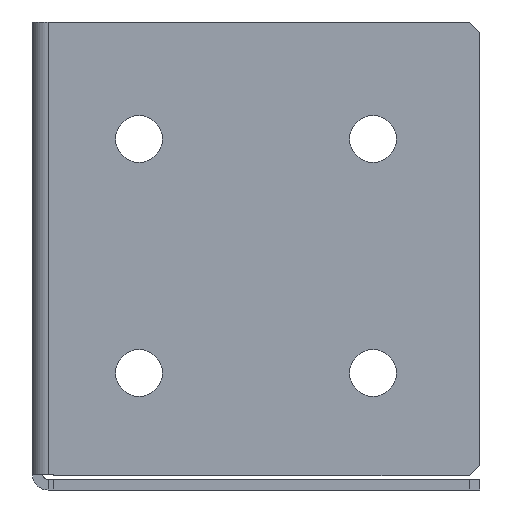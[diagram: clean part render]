
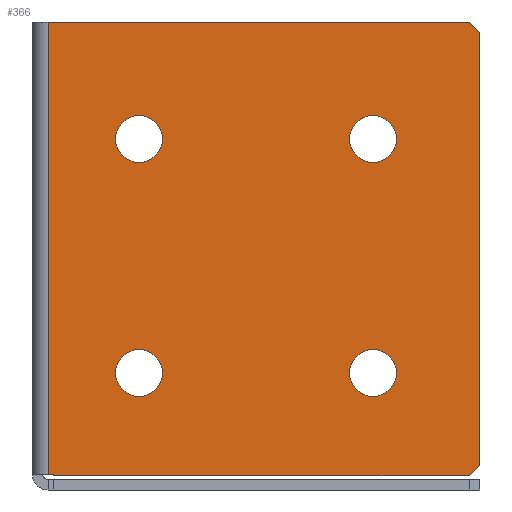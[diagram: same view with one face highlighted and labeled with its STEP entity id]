
A CAD part, front view. The second image highlights one B-rep face of the part: STEP entity #366.
In plain terms, the highlighted planar face has unit normal (0, -1, 0).
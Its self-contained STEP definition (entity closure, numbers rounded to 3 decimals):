
#1 = CARTESIAN_POINT ( 'NONE',  ( -22.5, 0., 18. ) ) ;
#2 = CARTESIAN_POINT ( 'NONE',  ( -43., 0., 90. ) ) ;
#6 = LINE ( 'NONE', #916, #283 ) ;
#17 = AXIS2_PLACEMENT_3D ( 'NONE', #1235, #343, #217 ) ;
#25 = CARTESIAN_POINT ( 'NONE',  ( 41., 0., 90. ) ) ;
#39 = AXIS2_PLACEMENT_3D ( 'NONE', #458, #1112, #996 ) ;
#46 = VERTEX_POINT ( 'NONE', #1456 ) ;
#69 = DIRECTION ( 'NONE',  ( 0., -1., 0. ) ) ;
#94 = CARTESIAN_POINT ( 'NONE',  ( -40., 0., 90. ) ) ;
#117 = ORIENTED_EDGE ( 'NONE', *, *, #1130, .F. ) ;
#118 = EDGE_CURVE ( 'NONE', #474, #1301, #725, .T. ) ;
#126 = FACE_BOUND ( 'NONE', #981, .T. ) ;
#140 = AXIS2_PLACEMENT_3D ( 'NONE', #739, #180, #299 ) ;
#175 = VERTEX_POINT ( 'NONE', #730 ) ;
#180 = DIRECTION ( 'NONE',  ( 0., -1., 0. ) ) ;
#181 = VERTEX_POINT ( 'NONE', #365 ) ;
#201 = ORIENTED_EDGE ( 'NONE', *, *, #770, .F. ) ;
#206 = CIRCLE ( 'NONE', #1377, 4.5 ) ;
#211 = VERTEX_POINT ( 'NONE', #498 ) ;
#213 = CARTESIAN_POINT ( 'NONE',  ( 22.5, 0., 22.5 ) ) ;
#217 = DIRECTION ( 'NONE',  ( 0., 0., -1. ) ) ;
#261 = AXIS2_PLACEMENT_3D ( 'NONE', #337, #776, #810 ) ;
#278 = ORIENTED_EDGE ( 'NONE', *, *, #118, .F. ) ;
#283 = VECTOR ( 'NONE', #1029, 1000. ) ;
#286 = VECTOR ( 'NONE', #1459, 1000. ) ;
#290 = EDGE_LOOP ( 'NONE', ( #1058, #561 ) ) ;
#299 = DIRECTION ( 'NONE',  ( 0., 0., -1. ) ) ;
#304 = VECTOR ( 'NONE', #446, 1000. ) ;
#312 = EDGE_CURVE ( 'NONE', #919, #211, #986, .T. ) ;
#316 = CARTESIAN_POINT ( 'NONE',  ( 43., 0., 90. ) ) ;
#324 = CIRCLE ( 'NONE', #851, 4.5 ) ;
#328 = DIRECTION ( 'NONE',  ( 0., 0., -1. ) ) ;
#334 = CARTESIAN_POINT ( 'NONE',  ( 42.646, 0., 4.354 ) ) ;
#337 = CARTESIAN_POINT ( 'NONE',  ( -43., 0., 90. ) ) ;
#341 = CARTESIAN_POINT ( 'NONE',  ( -22.5, 0., 63. ) ) ;
#343 = DIRECTION ( 'NONE',  ( 0., -1., 0. ) ) ;
#350 = PLANE ( 'NONE',  #261 ) ;
#355 = VERTEX_POINT ( 'NONE', #867 ) ;
#361 = VERTEX_POINT ( 'NONE', #566 ) ;
#365 = CARTESIAN_POINT ( 'NONE',  ( 22.5, 0., 27. ) ) ;
#366 = ADVANCED_FACE ( 'NONE', ( #126, #1032, #1015, #1025, #1468 ), #350, .T. ) ;
#373 = VERTEX_POINT ( 'NONE', #94 ) ;
#377 = EDGE_CURVE ( 'NONE', #361, #757, #785, .T. ) ;
#378 = CARTESIAN_POINT ( 'NONE',  ( -22.5, 0., 72. ) ) ;
#396 = ORIENTED_EDGE ( 'NONE', *, *, #1335, .T. ) ;
#405 = ORIENTED_EDGE ( 'NONE', *, *, #377, .T. ) ;
#406 = EDGE_CURVE ( 'NONE', #919, #1292, #781, .T. ) ;
#426 = DIRECTION ( 'NONE',  ( 0., 0., -1. ) ) ;
#433 = ORIENTED_EDGE ( 'NONE', *, *, #926, .F. ) ;
#437 = EDGE_CURVE ( 'NONE', #786, #361, #1004, .T. ) ;
#438 = CARTESIAN_POINT ( 'NONE',  ( -43., 0., 2.707 ) ) ;
#439 = ORIENTED_EDGE ( 'NONE', *, *, #312, .F. ) ;
#446 = DIRECTION ( 'NONE',  ( 1., 0., 0. ) ) ;
#451 = CARTESIAN_POINT ( 'NONE',  ( -38.99, 0., 90. ) ) ;
#458 = CARTESIAN_POINT ( 'NONE',  ( 22.5, 0., 67.5 ) ) ;
#470 = CIRCLE ( 'NONE', #17, 4.5 ) ;
#474 = VERTEX_POINT ( 'NONE', #378 ) ;
#498 = CARTESIAN_POINT ( 'NONE',  ( 43., 0., 4.707 ) ) ;
#503 = DIRECTION ( 'NONE',  ( 0., -1., 0. ) ) ;
#534 = DIRECTION ( 'NONE',  ( 0., 0., -1. ) ) ;
#561 = ORIENTED_EDGE ( 'NONE', *, *, #1211, .F. ) ;
#566 = CARTESIAN_POINT ( 'NONE',  ( -38.99, 0., 2.707 ) ) ;
#600 = CARTESIAN_POINT ( 'NONE',  ( 41., 0., 2.707 ) ) ;
#644 = CARTESIAN_POINT ( 'NONE',  ( 43., 0., 88. ) ) ;
#660 = EDGE_LOOP ( 'NONE', ( #278, #760 ) ) ;
#663 = DIRECTION ( 'NONE',  ( 0., -1., 0. ) ) ;
#684 = EDGE_CURVE ( 'NONE', #373, #1292, #1243, .T. ) ;
#688 = LINE ( 'NONE', #334, #724 ) ;
#698 = CARTESIAN_POINT ( 'NONE',  ( 22.5, 0., 18. ) ) ;
#724 = VECTOR ( 'NONE', #1247, 1000. ) ;
#725 = CIRCLE ( 'NONE', #771, 4.5 ) ;
#730 = CARTESIAN_POINT ( 'NONE',  ( -22.5, 0., 27. ) ) ;
#739 = CARTESIAN_POINT ( 'NONE',  ( 22.5, 0., 67.5 ) ) ;
#757 = VERTEX_POINT ( 'NONE', #600 ) ;
#760 = ORIENTED_EDGE ( 'NONE', *, *, #935, .F. ) ;
#770 = EDGE_CURVE ( 'NONE', #175, #1125, #1233, .T. ) ;
#771 = AXIS2_PLACEMENT_3D ( 'NONE', #914, #1275, #813 ) ;
#773 = VECTOR ( 'NONE', #1218, 1000. ) ;
#776 = DIRECTION ( 'NONE',  ( 0., -1., 0. ) ) ;
#781 = LINE ( 'NONE', #798, #1136 ) ;
#785 = LINE ( 'NONE', #438, #304 ) ;
#786 = VERTEX_POINT ( 'NONE', #1273 ) ;
#798 = CARTESIAN_POINT ( 'NONE',  ( -1., 0., 132. ) ) ;
#801 = AXIS2_PLACEMENT_3D ( 'NONE', #989, #69, #853 ) ;
#810 = DIRECTION ( 'NONE',  ( 0., 0., -1. ) ) ;
#811 = ORIENTED_EDGE ( 'NONE', *, *, #1110, .F. ) ;
#813 = DIRECTION ( 'NONE',  ( 0., 0., -1. ) ) ;
#828 = DIRECTION ( 'NONE',  ( 0., 0., -1. ) ) ;
#829 = ORIENTED_EDGE ( 'NONE', *, *, #1036, .T. ) ;
#851 = AXIS2_PLACEMENT_3D ( 'NONE', #1341, #1010, #426 ) ;
#853 = DIRECTION ( 'NONE',  ( 0., 0., -1. ) ) ;
#862 = EDGE_LOOP ( 'NONE', ( #117, #433 ) ) ;
#867 = CARTESIAN_POINT ( 'NONE',  ( 22.5, 0., 72. ) ) ;
#914 = CARTESIAN_POINT ( 'NONE',  ( -22.5, 0., 67.5 ) ) ;
#916 = CARTESIAN_POINT ( 'NONE',  ( -43., 0., 3. ) ) ;
#918 = LINE ( 'NONE', #1123, #1044 ) ;
#919 = VERTEX_POINT ( 'NONE', #644 ) ;
#926 = EDGE_CURVE ( 'NONE', #46, #355, #1075, .T. ) ;
#935 = EDGE_CURVE ( 'NONE', #1301, #474, #1425, .T. ) ;
#961 = VERTEX_POINT ( 'NONE', #1441 ) ;
#964 = EDGE_LOOP ( 'NONE', ( #439, #1471, #1077, #829, #1415, #1012, #405, #396 ) ) ;
#981 = EDGE_LOOP ( 'NONE', ( #201, #811 ) ) ;
#986 = LINE ( 'NONE', #316, #773 ) ;
#989 = CARTESIAN_POINT ( 'NONE',  ( -22.5, 0., 67.5 ) ) ;
#996 = DIRECTION ( 'NONE',  ( 0., 0., -1. ) ) ;
#997 = DIRECTION ( 'NONE',  ( -0.707, 0., 0.707 ) ) ;
#1004 = LINE ( 'NONE', #451, #286 ) ;
#1010 = DIRECTION ( 'NONE',  ( 0., -1., 0. ) ) ;
#1012 = ORIENTED_EDGE ( 'NONE', *, *, #437, .T. ) ;
#1015 = FACE_BOUND ( 'NONE', #660, .T. ) ;
#1025 = FACE_BOUND ( 'NONE', #290, .T. ) ;
#1029 = DIRECTION ( 'NONE',  ( -1., 0., 0. ) ) ;
#1032 = FACE_BOUND ( 'NONE', #862, .T. ) ;
#1036 = EDGE_CURVE ( 'NONE', #373, #961, #918, .T. ) ;
#1044 = VECTOR ( 'NONE', #328, 1000. ) ;
#1058 = ORIENTED_EDGE ( 'NONE', *, *, #1142, .F. ) ;
#1075 = CIRCLE ( 'NONE', #140, 4.5 ) ;
#1077 = ORIENTED_EDGE ( 'NONE', *, *, #684, .F. ) ;
#1110 = EDGE_CURVE ( 'NONE', #1125, #175, #470, .T. ) ;
#1112 = DIRECTION ( 'NONE',  ( 0., -1., 0. ) ) ;
#1123 = CARTESIAN_POINT ( 'NONE',  ( -40., 0., 3. ) ) ;
#1125 = VERTEX_POINT ( 'NONE', #1 ) ;
#1130 = EDGE_CURVE ( 'NONE', #355, #46, #1202, .T. ) ;
#1136 = VECTOR ( 'NONE', #997, 1000. ) ;
#1142 = EDGE_CURVE ( 'NONE', #181, #1369, #324, .T. ) ;
#1164 = CARTESIAN_POINT ( 'NONE',  ( -22.5, 0., 22.5 ) ) ;
#1202 = CIRCLE ( 'NONE', #39, 4.5 ) ;
#1211 = EDGE_CURVE ( 'NONE', #1369, #181, #206, .T. ) ;
#1218 = DIRECTION ( 'NONE',  ( 0., 0., -1. ) ) ;
#1233 = CIRCLE ( 'NONE', #1449, 4.5 ) ;
#1235 = CARTESIAN_POINT ( 'NONE',  ( -22.5, 0., 22.5 ) ) ;
#1236 = DIRECTION ( 'NONE',  ( 1., 0., 0. ) ) ;
#1243 = LINE ( 'NONE', #2, #1280 ) ;
#1247 = DIRECTION ( 'NONE',  ( 0.707, 0., 0.707 ) ) ;
#1273 = CARTESIAN_POINT ( 'NONE',  ( -38.99, 0., 3. ) ) ;
#1275 = DIRECTION ( 'NONE',  ( 0., -1., 0. ) ) ;
#1280 = VECTOR ( 'NONE', #1236, 1000. ) ;
#1292 = VERTEX_POINT ( 'NONE', #25 ) ;
#1301 = VERTEX_POINT ( 'NONE', #341 ) ;
#1319 = EDGE_CURVE ( 'NONE', #786, #961, #6, .T. ) ;
#1335 = EDGE_CURVE ( 'NONE', #757, #211, #688, .T. ) ;
#1341 = CARTESIAN_POINT ( 'NONE',  ( 22.5, 0., 22.5 ) ) ;
#1369 = VERTEX_POINT ( 'NONE', #698 ) ;
#1377 = AXIS2_PLACEMENT_3D ( 'NONE', #213, #663, #534 ) ;
#1415 = ORIENTED_EDGE ( 'NONE', *, *, #1319, .F. ) ;
#1425 = CIRCLE ( 'NONE', #801, 4.5 ) ;
#1441 = CARTESIAN_POINT ( 'NONE',  ( -40., 0., 3. ) ) ;
#1449 = AXIS2_PLACEMENT_3D ( 'NONE', #1164, #503, #828 ) ;
#1456 = CARTESIAN_POINT ( 'NONE',  ( 22.5, 0., 63. ) ) ;
#1459 = DIRECTION ( 'NONE',  ( 0., 0., -1. ) ) ;
#1468 = FACE_OUTER_BOUND ( 'NONE', #964, .T. ) ;
#1471 = ORIENTED_EDGE ( 'NONE', *, *, #406, .T. ) ;
